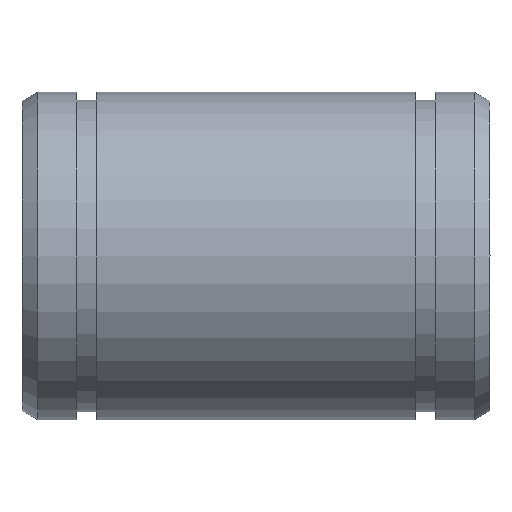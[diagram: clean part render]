
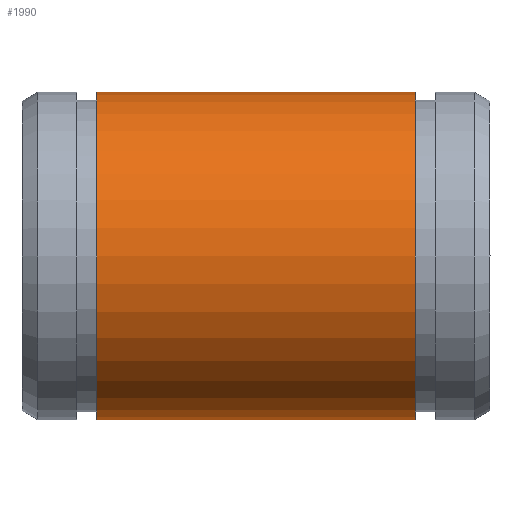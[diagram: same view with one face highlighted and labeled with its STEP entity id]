
A CAD part, front view. The second image highlights one B-rep face of the part: STEP entity #1990.
In plain terms, the highlighted cylindrical face has radius 10.5 mm (diameter 21 mm), a full revolution.
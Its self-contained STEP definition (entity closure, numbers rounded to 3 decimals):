
#78=CYLINDRICAL_SURFACE('',#2121,10.5);
#133=FACE_OUTER_BOUND('',#242,.T.);
#242=EDGE_LOOP('',(#1389,#1390,#1391,#1392));
#357=LINE('',#2991,#556);
#556=VECTOR('',#2362,10.5);
#758=CIRCLE('',#2122,10.5);
#759=CIRCLE('',#2123,10.5);
#866=VERTEX_POINT('',#2988);
#867=VERTEX_POINT('',#2990);
#1075=EDGE_CURVE('',#866,#866,#758,.T.);
#1076=EDGE_CURVE('',#866,#867,#357,.T.);
#1077=EDGE_CURVE('',#867,#867,#759,.T.);
#1389=ORIENTED_EDGE('',*,*,#1075,.T.);
#1390=ORIENTED_EDGE('',*,*,#1076,.T.);
#1391=ORIENTED_EDGE('',*,*,#1077,.T.);
#1392=ORIENTED_EDGE('',*,*,#1076,.F.);
#1990=ADVANCED_FACE('',(#133),#78,.T.);
#2121=AXIS2_PLACEMENT_3D('',#2987,#2358,#2359);
#2122=AXIS2_PLACEMENT_3D('',#2989,#2360,#2361);
#2123=AXIS2_PLACEMENT_3D('',#2992,#2363,#2364);
#2358=DIRECTION('center_axis',(-1.,0.,
0.));
#2359=DIRECTION('ref_axis',(0.,-1.,0.));
#2360=DIRECTION('center_axis',(1.,0.,0.));
#2361=DIRECTION('ref_axis',(0.,-1.,0.));
#2362=DIRECTION('',(1.,0.,0.));
#2363=DIRECTION('center_axis',(-1.,0.,
0.));
#2364=DIRECTION('ref_axis',(0.,-1.,0.));
#2987=CARTESIAN_POINT('Origin',(125.6,151.088,83.837));
#2988=CARTESIAN_POINT('',(115.4,161.588,83.837));
#2989=CARTESIAN_POINT('Origin',(115.4,151.088,83.837));
#2990=CARTESIAN_POINT('',(135.8,161.588,83.837));
#2991=CARTESIAN_POINT('',(125.6,161.588,83.837));
#2992=CARTESIAN_POINT('Origin',(135.8,151.088,83.837));
